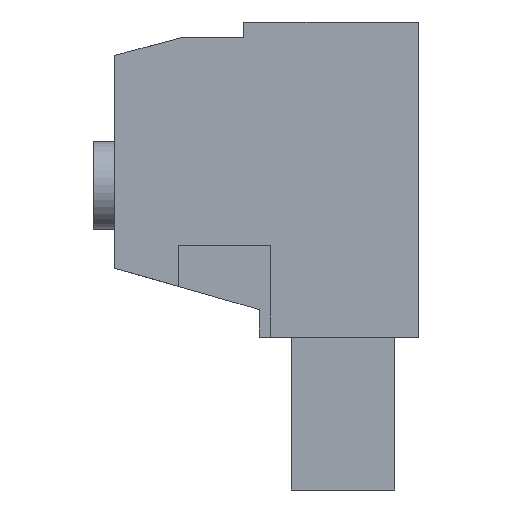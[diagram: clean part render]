
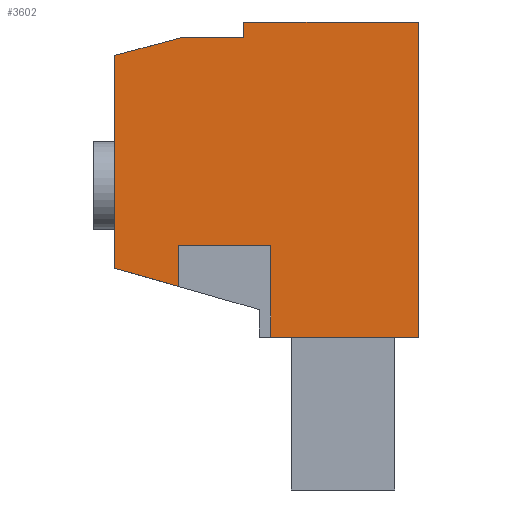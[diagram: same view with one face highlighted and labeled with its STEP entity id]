
A CAD part, left-side view. The second image highlights one B-rep face of the part: STEP entity #3602.
In plain terms, the highlighted planar face has unit normal (-1, 0, 0).
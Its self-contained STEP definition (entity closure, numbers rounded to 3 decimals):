
#3526=AXIS2_PLACEMENT_3D('Plane Axis2P3D',#3523,#3524,#3525) ;
#954=CARTESIAN_POINT('Vertex',(0.,0.,14.4)) ;
#957=CARTESIAN_POINT('Line Origine',(0.,6.95,14.4)) ;
#961=CARTESIAN_POINT('Vertex',(0.,13.9,14.4)) ;
#3040=CARTESIAN_POINT('Vertex',(0.,0.,44.1)) ;
#3043=CARTESIAN_POINT('Line Origine',(0.,0.,29.25)) ;
#3523=CARTESIAN_POINT('Axis2P3D Location',(0.,0.,0.)) ;
#3528=CARTESIAN_POINT('Line Origine',(0.,8.225,44.1)) ;
#3532=CARTESIAN_POINT('Vertex',(0.,16.45,44.1)) ;
#3535=CARTESIAN_POINT('Line Origine',(0.,16.45,43.35)) ;
#3539=CARTESIAN_POINT('Vertex',(0.,16.45,42.6)) ;
#3542=CARTESIAN_POINT('Line Origine',(0.,19.446,42.6)) ;
#3546=CARTESIAN_POINT('Vertex',(0.,22.442,42.6)) ;
#3549=CARTESIAN_POINT('Line Origine',(0.,25.521,41.775)) ;
#3553=CARTESIAN_POINT('Vertex',(0.,28.6,40.95)) ;
#3556=CARTESIAN_POINT('Line Origine',(0.,28.6,30.925)) ;
#3560=CARTESIAN_POINT('Vertex',(0.,28.6,20.9)) ;
#3563=CARTESIAN_POINT('Line Origine',(0.,25.6,20.04)) ;
#3567=CARTESIAN_POINT('Vertex',(0.,22.6,19.18)) ;
#3570=CARTESIAN_POINT('Line Origine',(0.,22.6,21.115)) ;
#3574=CARTESIAN_POINT('Vertex',(0.,22.6,23.05)) ;
#3577=CARTESIAN_POINT('Line Origine',(0.,18.25,23.05)) ;
#3581=CARTESIAN_POINT('Vertex',(0.,13.9,23.05)) ;
#3584=CARTESIAN_POINT('Line Origine',(0.,13.9,18.725)) ;
#958=DIRECTION('Vector Direction',(0.,1.,0.)) ;
#3044=DIRECTION('Vector Direction',(0.,0.,-1.)) ;
#3524=DIRECTION('Axis2P3D Direction',(-1.,0.,0.)) ;
#3525=DIRECTION('Axis2P3D XDirection',(0.,0.,1.)) ;
#3529=DIRECTION('Vector Direction',(0.,-1.,0.)) ;
#3536=DIRECTION('Vector Direction',(0.,0.,1.)) ;
#3543=DIRECTION('Vector Direction',(0.,-1.,0.)) ;
#3550=DIRECTION('Vector Direction',(0.,-0.966,0.259)) ;
#3557=DIRECTION('Vector Direction',(0.,0.,1.)) ;
#3564=DIRECTION('Vector Direction',(0.,0.961,0.276)) ;
#3571=DIRECTION('Vector Direction',(0.,0.,1.)) ;
#3578=DIRECTION('Vector Direction',(0.,-1.,0.)) ;
#3585=DIRECTION('Vector Direction',(0.,0.,1.)) ;
#959=VECTOR('Line Direction',#958,1.) ;
#3045=VECTOR('Line Direction',#3044,1.) ;
#3530=VECTOR('Line Direction',#3529,1.) ;
#3537=VECTOR('Line Direction',#3536,1.) ;
#3544=VECTOR('Line Direction',#3543,1.) ;
#3551=VECTOR('Line Direction',#3550,1.) ;
#3558=VECTOR('Line Direction',#3557,1.) ;
#3565=VECTOR('Line Direction',#3564,1.) ;
#3572=VECTOR('Line Direction',#3571,1.) ;
#3579=VECTOR('Line Direction',#3578,1.) ;
#3586=VECTOR('Line Direction',#3585,1.) ;
#3590=ORIENTED_EDGE('',*,*,#963,.T.) ;
#3591=ORIENTED_EDGE('',*,*,#3047,.T.) ;
#3592=ORIENTED_EDGE('',*,*,#3534,.T.) ;
#3593=ORIENTED_EDGE('',*,*,#3541,.T.) ;
#3594=ORIENTED_EDGE('',*,*,#3548,.T.) ;
#3595=ORIENTED_EDGE('',*,*,#3555,.T.) ;
#3596=ORIENTED_EDGE('',*,*,#3562,.T.) ;
#3597=ORIENTED_EDGE('',*,*,#3569,.T.) ;
#3598=ORIENTED_EDGE('',*,*,#3576,.T.) ;
#3599=ORIENTED_EDGE('',*,*,#3583,.T.) ;
#3600=ORIENTED_EDGE('',*,*,#3588,.F.) ;
#3602=ADVANCED_FACE('HOUSING',(#3601),#3527,.T.) ;
#963=EDGE_CURVE('',#962,#955,#960,.F.) ;
#3047=EDGE_CURVE('',#955,#3041,#3046,.F.) ;
#3534=EDGE_CURVE('',#3041,#3533,#3531,.F.) ;
#3541=EDGE_CURVE('',#3533,#3540,#3538,.F.) ;
#3548=EDGE_CURVE('',#3540,#3547,#3545,.F.) ;
#3555=EDGE_CURVE('',#3547,#3554,#3552,.F.) ;
#3562=EDGE_CURVE('',#3554,#3561,#3559,.F.) ;
#3569=EDGE_CURVE('',#3561,#3568,#3566,.F.) ;
#3576=EDGE_CURVE('',#3568,#3575,#3573,.T.) ;
#3583=EDGE_CURVE('',#3575,#3582,#3580,.T.) ;
#3588=EDGE_CURVE('',#962,#3582,#3587,.T.) ;
#3589=EDGE_LOOP('',(#3590,#3591,#3592,#3593,#3594,#3595,#3596,#3597,#3598,#3599,#3600)) ;
#3601=FACE_OUTER_BOUND('',#3589,.T.) ;
#960=LINE('Line',#957,#959) ;
#3046=LINE('Line',#3043,#3045) ;
#3531=LINE('Line',#3528,#3530) ;
#3538=LINE('Line',#3535,#3537) ;
#3545=LINE('Line',#3542,#3544) ;
#3552=LINE('Line',#3549,#3551) ;
#3559=LINE('Line',#3556,#3558) ;
#3566=LINE('Line',#3563,#3565) ;
#3573=LINE('Line',#3570,#3572) ;
#3580=LINE('Line',#3577,#3579) ;
#3587=LINE('Line',#3584,#3586) ;
#3527=PLANE('',#3526) ;
#955=VERTEX_POINT('',#954) ;
#962=VERTEX_POINT('',#961) ;
#3041=VERTEX_POINT('',#3040) ;
#3533=VERTEX_POINT('',#3532) ;
#3540=VERTEX_POINT('',#3539) ;
#3547=VERTEX_POINT('',#3546) ;
#3554=VERTEX_POINT('',#3553) ;
#3561=VERTEX_POINT('',#3560) ;
#3568=VERTEX_POINT('',#3567) ;
#3575=VERTEX_POINT('',#3574) ;
#3582=VERTEX_POINT('',#3581) ;
